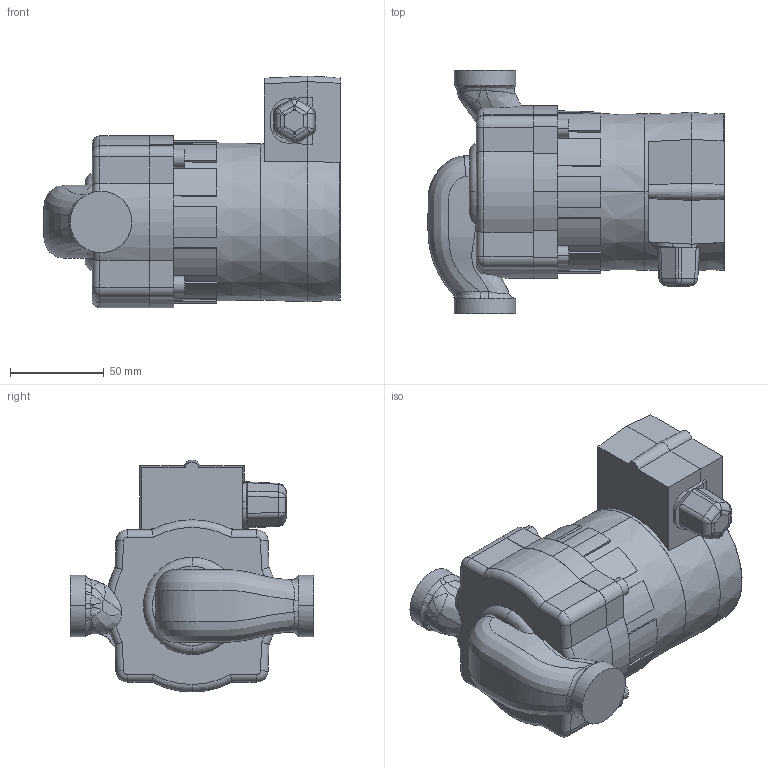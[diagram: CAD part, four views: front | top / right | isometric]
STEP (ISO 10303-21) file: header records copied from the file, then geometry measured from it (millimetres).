
FILE_DESCRIPTION (( 'STEP AP203' ), '1' );
FILE_NAME ('AX12-4 AX13-4.STEP', '2010-10-28T14:17:38', ( ' ' ), ( '' ), 'SwSTEP 2.0', 'SolidWorks 2008', '' );
FILE_SCHEMA (( 'CONFIG_CONTROL_DESIGN' ));
Length unit declared in the file: millimetre
Products named in the file (3): AX12-4 AX13-4; Motor kompl_Standard; Pumpengehäuse_Standard
Assembly tree (2 placements, depth 2):
  AX12-4 AX13-4
    Motor kompl_Standard
    Pumpengehäuse_Standard
Bounding box: 158.3 x 130 x 124.02 mm (x, y, z)
Volume: 991727.3 mm3; surface area: 95644.5 mm2
Topology: 3 solids, 3 shells, 360 faces, 917 edges, 582 vertices
Faces by surface type: plane 169, cylinder 103, bspline 62, torus 16, cone 9, sphere 1
Entity records: 22903 total; most frequent: CARTESIAN_POINT 14277, ORIENTED_EDGE 1830, DIRECTION 1635, EDGE_CURVE 915, AXIS2_PLACEMENT_3D 584, VERTEX_POINT 582, VECTOR 467, LINE 467
